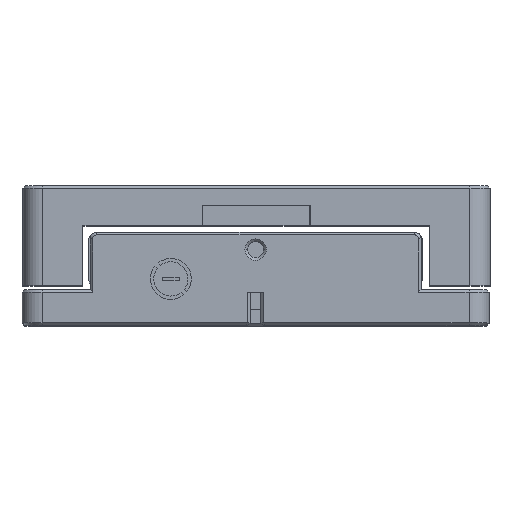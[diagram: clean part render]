
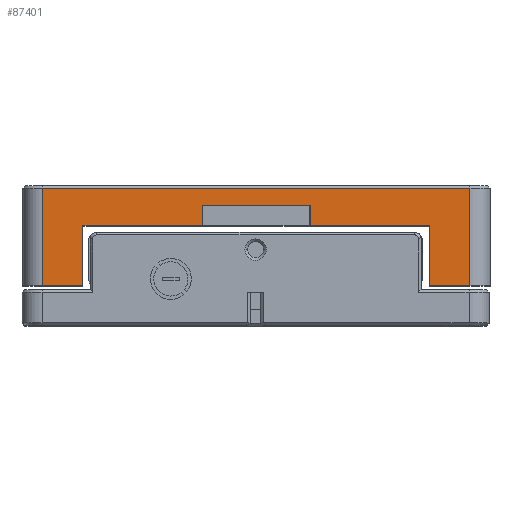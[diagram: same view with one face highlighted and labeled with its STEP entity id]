
A CAD part, top view. The second image highlights one B-rep face of the part: STEP entity #87401.
In plain terms, the highlighted planar face has unit normal (0, 0, 1).
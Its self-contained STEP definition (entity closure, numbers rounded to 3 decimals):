
#274 = LINE ( 'NONE', #27453, #61422 ) ;
#290 = EDGE_CURVE ( 'NONE', #55672, #15057, #5792, .T. ) ;
#399 = DIRECTION ( 'NONE',  ( 0., 0., -1. ) ) ;
#836 = VERTEX_POINT ( 'NONE', #55736 ) ;
#4076 = LINE ( 'NONE', #72600, #56335 ) ;
#4878 = VECTOR ( 'NONE', #83428, 1000. ) ;
#5012 = DIRECTION ( 'NONE',  ( 0., 1., 0. ) ) ;
#5273 = ORIENTED_EDGE ( 'NONE', *, *, #16394, .T. ) ;
#5792 = LINE ( 'NONE', #59629, #49442 ) ;
#6772 = EDGE_CURVE ( 'NONE', #29056, #19807, #63263, .T. ) ;
#7250 = AXIS2_PLACEMENT_3D ( 'NONE', #26278, #399, #73394 ) ;
#7856 = ORIENTED_EDGE ( 'NONE', *, *, #57937, .T. ) ;
#8283 = CARTESIAN_POINT ( 'NONE',  ( 4.12, 10.5, 17.5 ) ) ;
#8939 = CARTESIAN_POINT ( 'NONE',  ( -12.93, 3., 17.5 ) ) ;
#9370 = VERTEX_POINT ( 'NONE', #76012 ) ;
#9723 = ORIENTED_EDGE ( 'NONE', *, *, #84987, .F. ) ;
#10396 = CARTESIAN_POINT ( 'NONE',  ( 13.07, 3., 17.5 ) ) ;
#10472 = CARTESIAN_POINT ( 'NONE',  ( 4.12, 9., 17.5 ) ) ;
#12480 = EDGE_CURVE ( 'NONE', #18906, #61825, #41765, .T. ) ;
#15036 = CARTESIAN_POINT ( 'NONE',  ( 13.07, 7.5, 17.5 ) ) ;
#15057 = VERTEX_POINT ( 'NONE', #51163 ) ;
#15425 = LINE ( 'NONE', #8283, #35142 ) ;
#16394 = EDGE_CURVE ( 'NONE', #21465, #29056, #15425, .T. ) ;
#18049 = EDGE_CURVE ( 'NONE', #74073, #42367, #4076, .T. ) ;
#18906 = VERTEX_POINT ( 'NONE', #8939 ) ;
#19146 = FACE_OUTER_BOUND ( 'NONE', #37504, .T. ) ;
#19807 = VERTEX_POINT ( 'NONE', #15036 ) ;
#20693 = CARTESIAN_POINT ( 'NONE',  ( -15.93, 10.3, 17.5 ) ) ;
#21465 = VERTEX_POINT ( 'NONE', #10472 ) ;
#21545 = EDGE_CURVE ( 'NONE', #70727, #61825, #74643, .T. ) ;
#22023 = ORIENTED_EDGE ( 'NONE', *, *, #290, .T. ) ;
#24409 = ORIENTED_EDGE ( 'NONE', *, *, #32955, .T. ) ;
#25206 = CARTESIAN_POINT ( 'NONE',  ( -12.93, 7.5, 17.5 ) ) ;
#25350 = EDGE_CURVE ( 'NONE', #21465, #9370, #33870, .T. ) ;
#26278 = CARTESIAN_POINT ( 'NONE',  ( -17.43, 10.5, 17.5 ) ) ;
#26350 = DIRECTION ( 'NONE',  ( 1., 0., 0. ) ) ;
#27453 = CARTESIAN_POINT ( 'NONE',  ( -12.93, 7., 17.5 ) ) ;
#29056 = VERTEX_POINT ( 'NONE', #60872 ) ;
#29093 = CARTESIAN_POINT ( 'NONE',  ( -17.43, 7.5, 17.5 ) ) ;
#32955 = EDGE_CURVE ( 'NONE', #18906, #74073, #274, .T. ) ;
#33870 = LINE ( 'NONE', #60510, #49201 ) ;
#35142 = VECTOR ( 'NONE', #35877, 1000. ) ;
#35877 = DIRECTION ( 'NONE',  ( 0., -1., 0. ) ) ;
#37504 = EDGE_LOOP ( 'NONE', ( #22023, #7856, #75241, #67262, #24409, #86835, #73095, #85731, #5273, #79855, #80836, #9723 ) ) ;
#38848 = LINE ( 'NONE', #46889, #46079 ) ;
#41199 = LINE ( 'NONE', #74993, #4878 ) ;
#41765 = LINE ( 'NONE', #48868, #72631 ) ;
#42061 = CARTESIAN_POINT ( 'NONE',  ( -3.98, 7.5, 17.5 ) ) ;
#42367 = VERTEX_POINT ( 'NONE', #42061 ) ;
#43265 = VECTOR ( 'NONE', #57136, 1000. ) ;
#45669 = CARTESIAN_POINT ( 'NONE',  ( 13.07, 7., 17.5 ) ) ;
#46079 = VECTOR ( 'NONE', #5012, 1000. ) ;
#46889 = CARTESIAN_POINT ( 'NONE',  ( -3.98, 10.5, 17.5 ) ) ;
#46906 = CARTESIAN_POINT ( 'NONE',  ( -15.93, 3., 17.5 ) ) ;
#48439 = DIRECTION ( 'NONE',  ( -1., 0., 0. ) ) ;
#48820 = CARTESIAN_POINT ( 'NONE',  ( 16.07, 3., 17.5 ) ) ;
#48868 = CARTESIAN_POINT ( 'NONE',  ( -17.43, 3., 17.5 ) ) ;
#49201 = VECTOR ( 'NONE', #60945, 1000. ) ;
#49442 = VECTOR ( 'NONE', #80549, 1000. ) ;
#49596 = LINE ( 'NONE', #10396, #43265 ) ;
#51163 = CARTESIAN_POINT ( 'NONE',  ( 16.07, 10.3, 17.5 ) ) ;
#51887 = DIRECTION ( 'NONE',  ( 0., 1., 0. ) ) ;
#52782 = LINE ( 'NONE', #45669, #85516 ) ;
#53334 = DIRECTION ( 'NONE',  ( 0., -1., 0. ) ) ;
#53386 = PLANE ( 'NONE',  #7250 ) ;
#55455 = DIRECTION ( 'NONE',  ( 0., 1., 0. ) ) ;
#55672 = VERTEX_POINT ( 'NONE', #48820 ) ;
#55736 = CARTESIAN_POINT ( 'NONE',  ( 13.07, 3., 17.5 ) ) ;
#56225 = DIRECTION ( 'NONE',  ( 1., 0., 0. ) ) ;
#56335 = VECTOR ( 'NONE', #26350, 1000. ) ;
#57136 = DIRECTION ( 'NONE',  ( -1., 0., 0. ) ) ;
#57937 = EDGE_CURVE ( 'NONE', #15057, #70727, #41199, .T. ) ;
#59183 = VECTOR ( 'NONE', #56225, 1000. ) ;
#59629 = CARTESIAN_POINT ( 'NONE',  ( 16.07, 10.5, 17.5 ) ) ;
#60510 = CARTESIAN_POINT ( 'NONE',  ( -17.43, 9., 17.5 ) ) ;
#60872 = CARTESIAN_POINT ( 'NONE',  ( 4.12, 7.5, 17.5 ) ) ;
#60945 = DIRECTION ( 'NONE',  ( -1., 0., 0. ) ) ;
#61422 = VECTOR ( 'NONE', #55455, 1000. ) ;
#61825 = VERTEX_POINT ( 'NONE', #46906 ) ;
#63263 = LINE ( 'NONE', #29093, #59183 ) ;
#67081 = CARTESIAN_POINT ( 'NONE',  ( -15.93, 10.5, 17.5 ) ) ;
#67262 = ORIENTED_EDGE ( 'NONE', *, *, #12480, .F. ) ;
#70727 = VERTEX_POINT ( 'NONE', #20693 ) ;
#72600 = CARTESIAN_POINT ( 'NONE',  ( -17.43, 7.5, 17.5 ) ) ;
#72631 = VECTOR ( 'NONE', #48439, 1000. ) ;
#73095 = ORIENTED_EDGE ( 'NONE', *, *, #85100, .T. ) ;
#73394 = DIRECTION ( 'NONE',  ( -1., 0., 0. ) ) ;
#74073 = VERTEX_POINT ( 'NONE', #25206 ) ;
#74643 = LINE ( 'NONE', #67081, #79367 ) ;
#74993 = CARTESIAN_POINT ( 'NONE',  ( -17.43, 10.3, 17.5 ) ) ;
#75241 = ORIENTED_EDGE ( 'NONE', *, *, #21545, .T. ) ;
#76012 = CARTESIAN_POINT ( 'NONE',  ( -3.98, 9., 17.5 ) ) ;
#79367 = VECTOR ( 'NONE', #53334, 1000. ) ;
#79855 = ORIENTED_EDGE ( 'NONE', *, *, #6772, .T. ) ;
#80549 = DIRECTION ( 'NONE',  ( 0., 1., 0. ) ) ;
#80836 = ORIENTED_EDGE ( 'NONE', *, *, #82792, .F. ) ;
#82792 = EDGE_CURVE ( 'NONE', #836, #19807, #52782, .T. ) ;
#83428 = DIRECTION ( 'NONE',  ( -1., 0., 0. ) ) ;
#84987 = EDGE_CURVE ( 'NONE', #55672, #836, #49596, .T. ) ;
#85100 = EDGE_CURVE ( 'NONE', #42367, #9370, #38848, .T. ) ;
#85516 = VECTOR ( 'NONE', #51887, 1000. ) ;
#85731 = ORIENTED_EDGE ( 'NONE', *, *, #25350, .F. ) ;
#86835 = ORIENTED_EDGE ( 'NONE', *, *, #18049, .T. ) ;
#87401 = ADVANCED_FACE ( 'NONE', ( #19146 ), #53386, .F. ) ;
